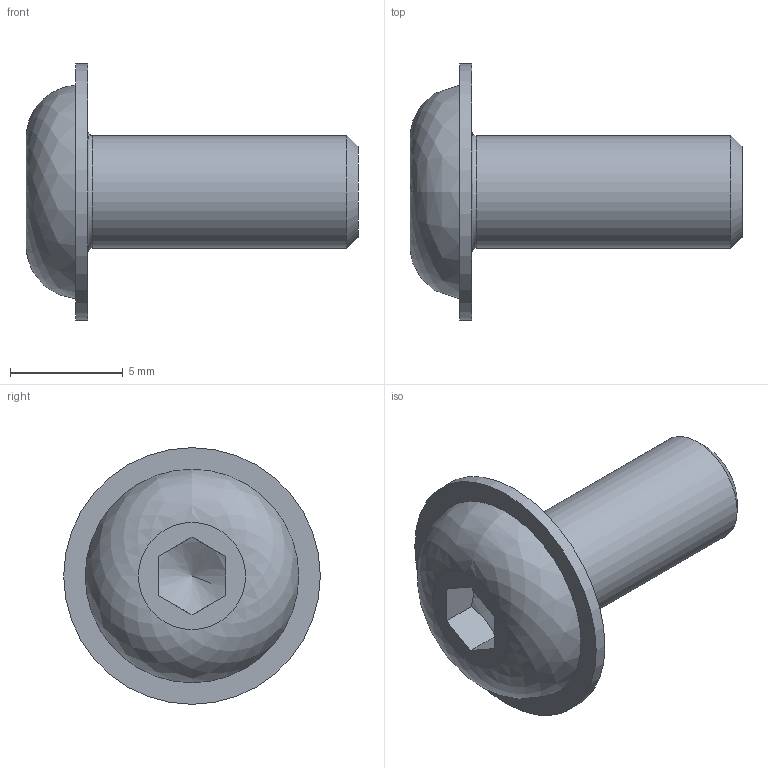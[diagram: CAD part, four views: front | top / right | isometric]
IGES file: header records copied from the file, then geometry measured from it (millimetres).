
Global section: file name: 200512.2.stp.ipt; native system: Autodesk Inventor 2014; preprocessor: unknown; author: zeman; date: 20151016.101319; units: millimetre
Bounding box: 14.75 x 11.4 x 11.4 mm (x, y, z)
Volume: 398.9 mm3; surface area: 457.5 mm2
Topology: 1 solids, 1 shells, 16 faces, 37 edges, 25 vertices
Faces by surface type: plane 10, cylinder 2, revolution 2, cone 1, bspline 1
Full cylindrical faces by diameter (mm): 5 x1, 11.4 x1
